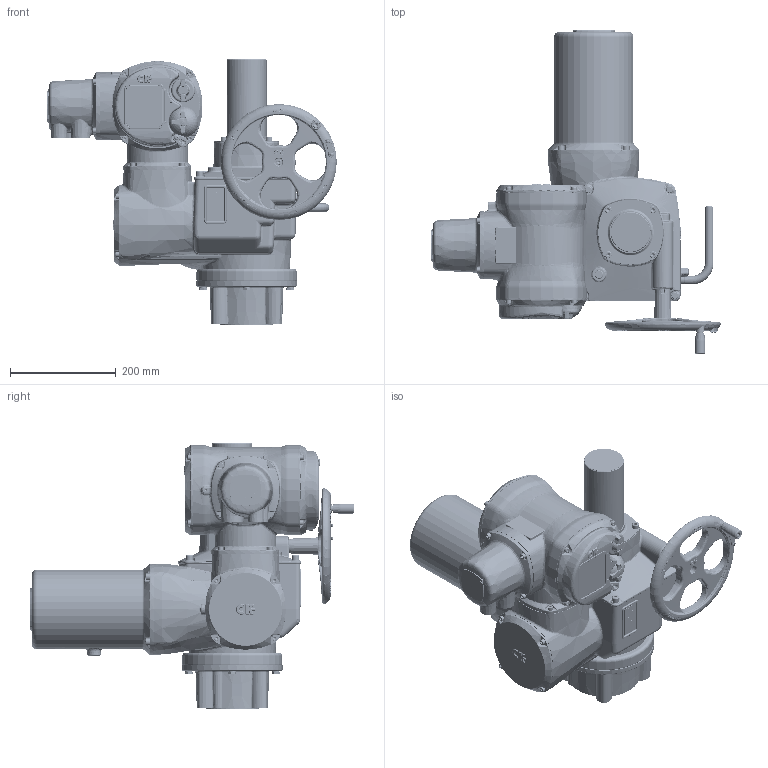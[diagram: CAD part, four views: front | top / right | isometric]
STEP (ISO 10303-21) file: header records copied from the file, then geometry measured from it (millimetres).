
FILE_DESCRIPTION(/* description */ ('Unknown'),/* implementation_level */ '2;1');
FILE_NAME(/* name */ 'A900N0BS00',/* time_stamp */ '2018-12-14T18:17:07+06:00',/* author */ ('Unknown'),/* organization */ ('Unknown'),/* preprocessor_version */ 'ST-DEVELOPER v16.7',/* originating_system */ 'DEX',/* authorisation */ $);
FILE_SCHEMA (('AUTOMOTIVE_DESIGN {1 0 10303 214 3 1 1}'));
Length unit declared in the file: millimetre
Products named in the file (1): A900N0BS00
Bounding box: 548.57 x 613.22 x 504.74 mm (x, y, z)
Volume: 27286003.2 mm3; surface area: 1033759 mm2
Topology: 1 solids, 24 shells, 10197 faces, 24616 edges, 14770 vertices
Faces by surface type: plane 3494, bspline 2827, cylinder 2499, torus 729, cone 517, sphere 131
Full cylindrical faces by diameter (mm): 0.65 x1, 1.152 x1, 4.917 x18, 6 x12, 6.45 x1, 6.47 x1, 6.5 x8, 6.647 x12, 7 x2, 8 x8, 8.2 x1, 10 x29, 10.22 x4, 10.5 x4, 11.63 x4, 13 x10, 13.25 x4, 13.5 x17, 13.835 x8, 14 x1, 15.5 x1, 16 x8, 16.1 x1, 17 x4, 18.376 x1, 18.5 x4, 19 x1, 23.376 x1, 30.376 x1, 42 x1
Entity records: 447367 total; most frequent: CARTESIAN_POINT 164711, ORIENTED_EDGE 47392, DIRECTION 36578, EDGE_CURVE 23696, VERTEX_POINT 14559, AXIS2_PLACEMENT_3D 13153, FACE_BOUND 11249, EDGE_LOOP 11197
